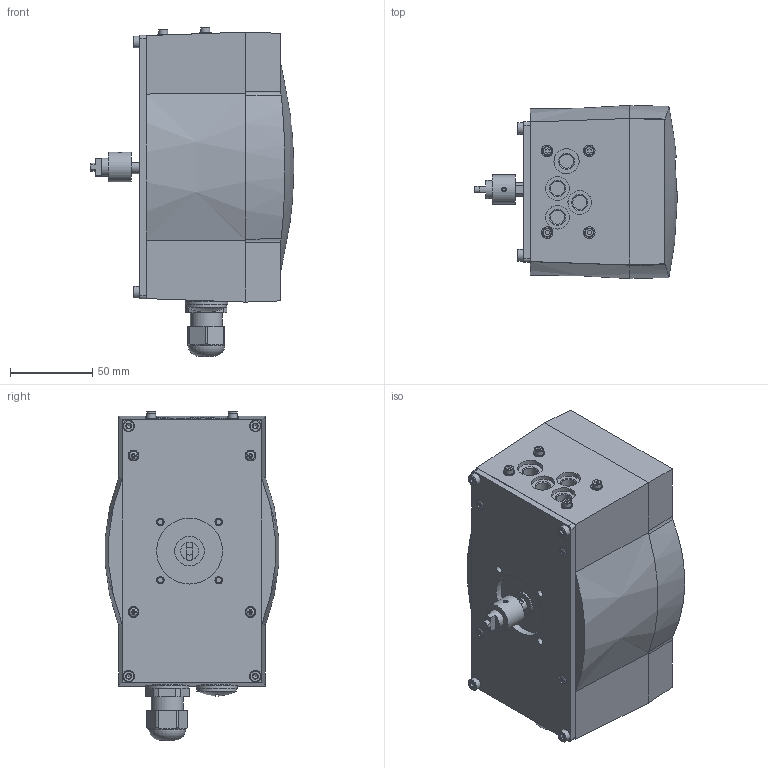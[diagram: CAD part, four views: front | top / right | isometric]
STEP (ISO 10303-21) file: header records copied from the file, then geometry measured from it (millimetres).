
FILE_DESCRIPTION(/* description */ ('STEP AP214'),/* implementation_level */ '2;1');
FILE_NAME(/* name */ '3929369_CMSX-P-S-C-U-F1-S-130-A',/* time_stamp */ '2024-08-02T12:34:56+02:00',/* author */ ('License CC BY-ND 4.0'),/* organization */ ('CADENAS'),/* preprocessor_version */ 'ST-DEVELOPER v19.3',/* originating_system */ 'PARTsolutions',/* authorisation */ ' ');
FILE_SCHEMA (('AUTOMOTIVE_DESIGN {1 0 10303 214 3 1 1}'));
Length unit declared in the file: millimetre
Products named in the file (8): 3929369 CMSX-P-S-C-U-F1-S-130-A; 3929369 CMSX-P-S-C-U-F1-S-130-A---(S); 2088632 CMSX-P-..-C-U-F1-D-..; ISO 7049 ST2.9x19-C-H; DIN-912 - M4x50(F); 3888412 CMSX-S-C-U-F1-...; 2079917 CMSX-P-S-A1-C-U-F1-D-..; DIN-913 - M3x5
Assembly tree (14 placements, depth 2):
  3929369 CMSX-P-S-C-U-F1-S-130-A
    3929369 CMSX-P-S-C-U-F1-S-130-A---(S)
    2088632 CMSX-P-..-C-U-F1-D-..
    ISO 7049 ST2.9x19-C-H  x4
    DIN-912 - M4x50(F)  x4
    3888412 CMSX-S-C-U-F1-...
    2079917 CMSX-P-S-A1-C-U-F1-D-..
    DIN-913 - M3x5  x2
Bounding box: 123.5 x 105.15 x 199.89 mm (x, y, z)
Volume: 1345189.8 mm3; surface area: 120306.2 mm2
Topology: 14 solids, 14 shells, 586 faces, 1277 edges, 791 vertices
Faces by surface type: plane 354, cylinder 114, cone 94, torus 19, sphere 5
Full cylindrical faces by diameter (mm): 2.013 x2, 2.9 x6, 3 x7, 3.1 x4, 3.242 x8, 4 x4, 4.5 x8, 5.5 x4, 5.6 x4, 6.4 x4, 6.5 x4, 7 x12, 8 x7, 8.566 x4, 8.6 x1, 9.2 x1, 11 x1, 14.3 x3, 15 x1, 15.3 x1, 18 x1, 19.5 x1, 20 x2, 24 x1, 25 x1, 26 x1, 40 x1
Entity records: 10493 total; most frequent: CARTESIAN_POINT 1860, DIRECTION 1824, ORIENTED_EDGE 1452, AXIS2_PLACEMENT_3D 727, EDGE_CURVE 726, FACE_BOUND 623, EDGE_LOOP 621, VERTEX_POINT 529
